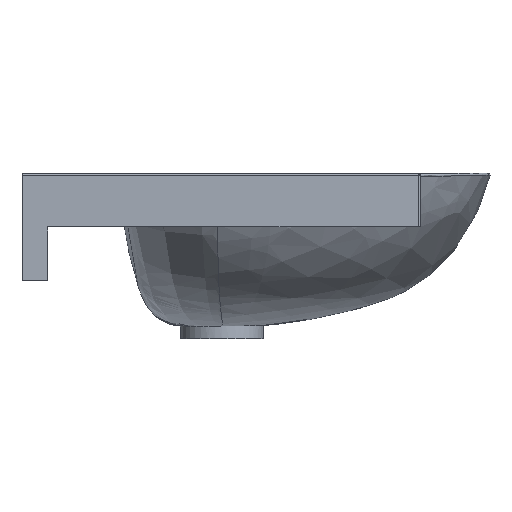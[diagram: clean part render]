
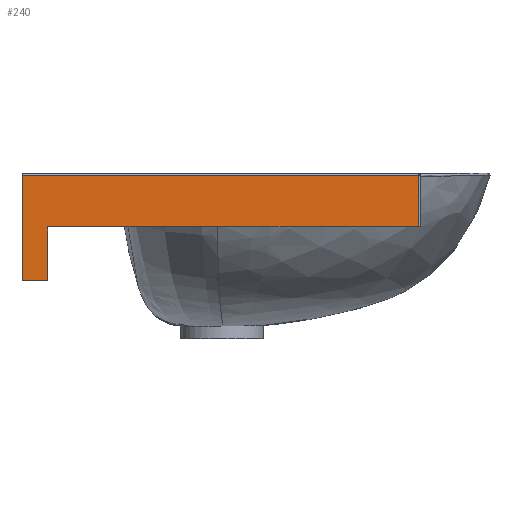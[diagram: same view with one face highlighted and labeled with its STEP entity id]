
A CAD part, left-side view. The second image highlights one B-rep face of the part: STEP entity #240.
In plain terms, the highlighted planar face has unit normal (-1, 0, 0).
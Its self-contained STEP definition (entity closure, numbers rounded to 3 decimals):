
#240=ADVANCED_FACE('',(#481),#334,.F.);
#334=PLANE('',#2212);
#481=FACE_OUTER_BOUND('',#587,.T.);
#587=EDGE_LOOP('',(#960,#961,#962,#963,#964,#965));
#960=ORIENTED_EDGE('',*,*,#1619,.T.);
#961=ORIENTED_EDGE('',*,*,#1620,.T.);
#962=ORIENTED_EDGE('',*,*,#1621,.T.);
#963=ORIENTED_EDGE('',*,*,#1453,.T.);
#964=ORIENTED_EDGE('',*,*,#1473,.T.);
#965=ORIENTED_EDGE('',*,*,#1444,.T.);
#1243=VERTEX_POINT('',#2767);
#1245=VERTEX_POINT('',#2770);
#1253=VERTEX_POINT('',#2788);
#1254=VERTEX_POINT('',#2789);
#1368=VERTEX_POINT('',#3132);
#1369=VERTEX_POINT('',#3134);
#1444=EDGE_CURVE('',#1245,#1243,#1740,.T.);
#1453=EDGE_CURVE('',#1253,#1254,#1747,.T.);
#1473=EDGE_CURVE('',#1254,#1245,#1759,.T.);
#1619=EDGE_CURVE('',#1243,#1368,#1875,.T.);
#1620=EDGE_CURVE('',#1368,#1369,#1876,.T.);
#1621=EDGE_CURVE('',#1369,#1253,#1877,.T.);
#1740=LINE('',#2769,#1932);
#1747=LINE('',#2787,#1939);
#1759=LINE('',#2828,#1951);
#1875=LINE('',#3131,#2067);
#1876=LINE('',#3133,#2068);
#1877=LINE('',#3135,#2069);
#1932=VECTOR('',#2276,1.);
#1939=VECTOR('',#2289,1.);
#1951=VECTOR('',#2319,1.);
#2067=VECTOR('',#2587,1.);
#2068=VECTOR('',#2588,1.);
#2069=VECTOR('',#2589,1.);
#2212=AXIS2_PLACEMENT_3D('',#3136,#2590,#2591);
#2276=DIRECTION('',(0.,0.,1.));
#2289=DIRECTION('',(0.,0.,-1.));
#2319=DIRECTION('',(0.,-1.,0.));
#2587=DIRECTION('',(0.,-1.,0.));
#2588=DIRECTION('',(0.,0.,1.));
#2589=DIRECTION('',(0.,1.,0.));
#2590=DIRECTION('',(1.,0.,0.));
#2591=DIRECTION('',(0.,0.,-1.));
#2767=CARTESIAN_POINT('',(-705.,238.851,-50.));
#2769=CARTESIAN_POINT('',(-705.,238.851,-51.));
#2770=CARTESIAN_POINT('',(-705.,238.851,-100.));
#2787=CARTESIAN_POINT('',(-705.,262.851,-51.));
#2788=CARTESIAN_POINT('',(-705.,262.851,-2.));
#2789=CARTESIAN_POINT('',(-705.,262.851,-100.));
#2828=CARTESIAN_POINT('',(-705.,175.031,-100.));
#3131=CARTESIAN_POINT('',(-705.,-107.149,-50.));
#3132=CARTESIAN_POINT('',(-705.,-105.149,-50.));
#3133=CARTESIAN_POINT('',(-705.,-105.149,-2.));
#3134=CARTESIAN_POINT('',(-705.,-105.149,-2.));
#3135=CARTESIAN_POINT('',(-705.,262.851,-2.));
#3136=CARTESIAN_POINT('',(-705.,175.031,-51.));
